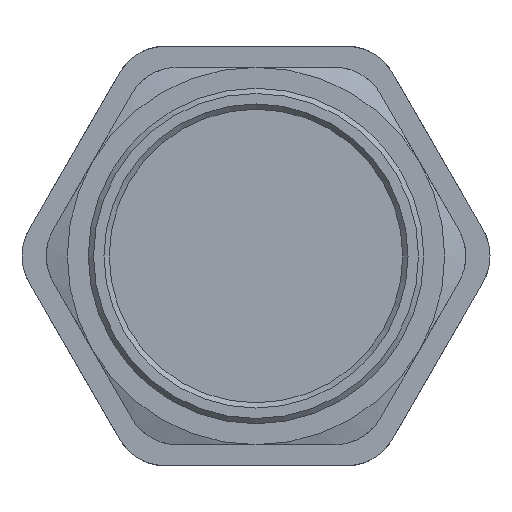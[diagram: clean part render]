
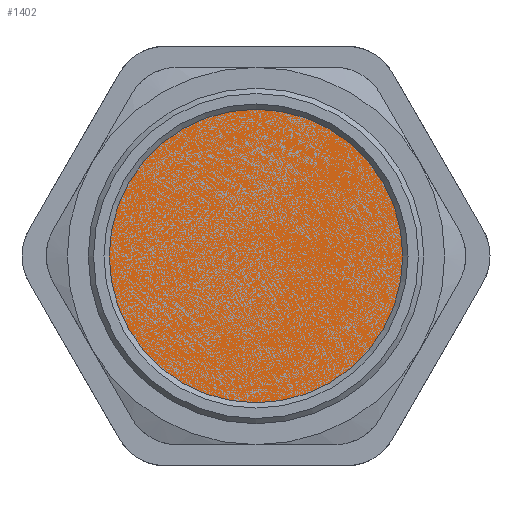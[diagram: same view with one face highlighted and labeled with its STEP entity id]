
A CAD part, front view. The second image highlights one B-rep face of the part: STEP entity #1402.
In plain terms, the highlighted planar face has unit normal (0, 1, 0).
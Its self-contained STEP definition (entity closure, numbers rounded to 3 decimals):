
#456=FACE_OUTER_BOUND('',#542,.T.);
#542=EDGE_LOOP('',(#1294));
#606=CIRCLE('',#1565,16.);
#726=VERTEX_POINT('',#2635);
#916=EDGE_CURVE('',#726,#726,#606,.T.);
#1294=ORIENTED_EDGE('',*,*,#916,.T.);
#1323=PLANE('',#1564);
#1402=ADVANCED_FACE('',(#456),#1323,.T.);
#1564=AXIS2_PLACEMENT_3D('',#2634,#1927,#1928);
#1565=AXIS2_PLACEMENT_3D('',#2636,#1929,#1930);
#1927=DIRECTION('center_axis',(0.,1.,0.));
#1928=DIRECTION('ref_axis',(0.,0.,1.));
#1929=DIRECTION('center_axis',(0.,1.,0.));
#1930=DIRECTION('ref_axis',(-1.,0.,0.));
#2634=CARTESIAN_POINT('Origin',(-5.484,-7.177,0.));
#2635=CARTESIAN_POINT('',(-21.484,-7.177,0.));
#2636=CARTESIAN_POINT('Origin',(-5.484,-7.177,0.));
